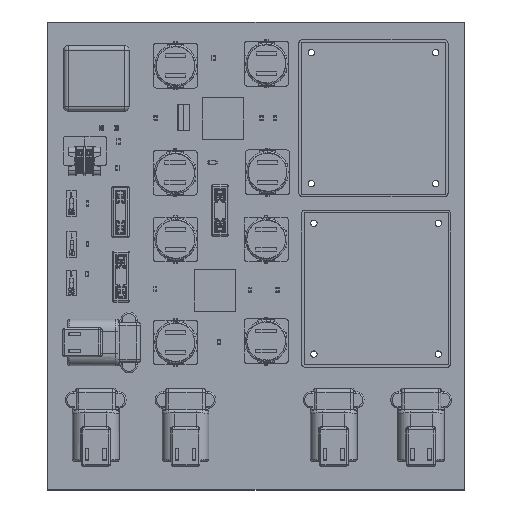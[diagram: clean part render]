
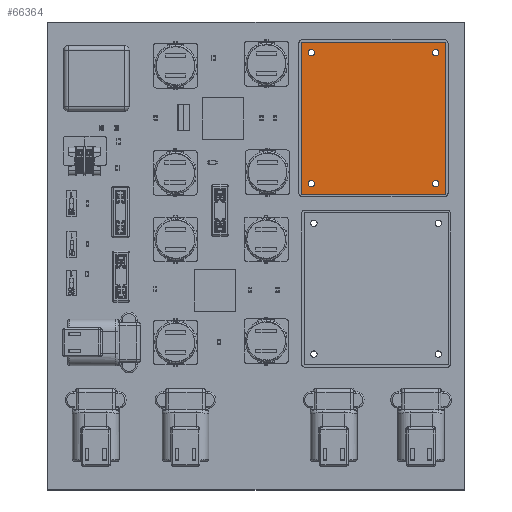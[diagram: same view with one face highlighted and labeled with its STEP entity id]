
A CAD part, top view. The second image highlights one B-rep face of the part: STEP entity #66364.
In plain terms, the highlighted face is planar.
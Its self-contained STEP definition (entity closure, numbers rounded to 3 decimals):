
#64659 = VERTEX_POINT('',#64660);
#64660 = CARTESIAN_POINT('',(24.13,-0.1,-24.15));
#64678 = VERTEX_POINT('',#64679);
#64679 = CARTESIAN_POINT('',(24.13,-0.1,-26.65));
#64685 = EDGE_CURVE('',#64659,#64678,#64686,.T.);
#64686 = CIRCLE('',#64687,1.25);
#64687 = AXIS2_PLACEMENT_3D('',#64688,#64689,#64690);
#64688 = CARTESIAN_POINT('',(24.13,-0.1,-25.4));
#64689 = DIRECTION('',(0.,-1.,0.));
#64690 = DIRECTION('',(0.,0.,1.));
#64701 = VERTEX_POINT('',#64702);
#64702 = CARTESIAN_POINT('',(-24.13,-0.1,26.65));
#64720 = VERTEX_POINT('',#64721);
#64721 = CARTESIAN_POINT('',(-24.13,-0.1,24.15));
#64727 = EDGE_CURVE('',#64701,#64720,#64728,.T.);
#64728 = CIRCLE('',#64729,1.25);
#64729 = AXIS2_PLACEMENT_3D('',#64730,#64731,#64732);
#64730 = CARTESIAN_POINT('',(-24.13,-0.1,25.4));
#64731 = DIRECTION('',(0.,-1.,0.));
#64732 = DIRECTION('',(0.,0.,1.));
#64743 = VERTEX_POINT('',#64744);
#64744 = CARTESIAN_POINT('',(-24.13,-0.1,-24.15));
#64762 = VERTEX_POINT('',#64763);
#64763 = CARTESIAN_POINT('',(-24.13,-0.1,-26.65));
#64769 = EDGE_CURVE('',#64743,#64762,#64770,.T.);
#64770 = CIRCLE('',#64771,1.25);
#64771 = AXIS2_PLACEMENT_3D('',#64772,#64773,#64774);
#64772 = CARTESIAN_POINT('',(-24.13,-0.1,-25.4));
#64773 = DIRECTION('',(0.,-1.,0.));
#64774 = DIRECTION('',(0.,0.,1.));
#64785 = VERTEX_POINT('',#64786);
#64786 = CARTESIAN_POINT('',(24.13,-0.1,26.65));
#64804 = VERTEX_POINT('',#64805);
#64805 = CARTESIAN_POINT('',(24.13,-0.1,24.15));
#64811 = EDGE_CURVE('',#64785,#64804,#64812,.T.);
#64812 = CIRCLE('',#64813,1.25);
#64813 = AXIS2_PLACEMENT_3D('',#64814,#64815,#64816);
#64814 = CARTESIAN_POINT('',(24.13,-0.1,25.4));
#64815 = DIRECTION('',(0.,-1.,0.));
#64816 = DIRECTION('',(0.,0.,1.));
#66202 = EDGE_CURVE('',#64678,#64659,#66203,.T.);
#66203 = CIRCLE('',#66204,1.25);
#66204 = AXIS2_PLACEMENT_3D('',#66205,#66206,#66207);
#66205 = CARTESIAN_POINT('',(24.13,-0.1,-25.4));
#66206 = DIRECTION('',(0.,-1.,0.));
#66207 = DIRECTION('',(0.,0.,1.));
#66220 = EDGE_CURVE('',#64720,#64701,#66221,.T.);
#66221 = CIRCLE('',#66222,1.25);
#66222 = AXIS2_PLACEMENT_3D('',#66223,#66224,#66225);
#66223 = CARTESIAN_POINT('',(-24.13,-0.1,25.4));
#66224 = DIRECTION('',(0.,-1.,0.));
#66225 = DIRECTION('',(0.,0.,1.));
#66238 = EDGE_CURVE('',#64762,#64743,#66239,.T.);
#66239 = CIRCLE('',#66240,1.25);
#66240 = AXIS2_PLACEMENT_3D('',#66241,#66242,#66243);
#66241 = CARTESIAN_POINT('',(-24.13,-0.1,-25.4));
#66242 = DIRECTION('',(0.,-1.,0.));
#66243 = DIRECTION('',(0.,0.,1.));
#66256 = EDGE_CURVE('',#64804,#64785,#66257,.T.);
#66257 = CIRCLE('',#66258,1.25);
#66258 = AXIS2_PLACEMENT_3D('',#66259,#66260,#66261);
#66259 = CARTESIAN_POINT('',(24.13,-0.1,25.4));
#66260 = DIRECTION('',(0.,-1.,0.));
#66261 = DIRECTION('',(0.,0.,1.));
#66273 = VERTEX_POINT('',#66274);
#66274 = CARTESIAN_POINT('',(-27.95,-0.1,-29.5));
#66280 = EDGE_CURVE('',#66281,#66273,#66283,.T.);
#66281 = VERTEX_POINT('',#66282);
#66282 = CARTESIAN_POINT('',(-27.95,-0.1,29.5));
#66283 = LINE('',#66284,#66285);
#66284 = CARTESIAN_POINT('',(-27.95,-0.1,0.));
#66285 = VECTOR('',#66286,1.);
#66286 = DIRECTION('',(0.,0.,-1.));
#66304 = EDGE_CURVE('',#66305,#66281,#66307,.T.);
#66305 = VERTEX_POINT('',#66306);
#66306 = CARTESIAN_POINT('',(27.95,-0.1,29.5));
#66307 = LINE('',#66308,#66309);
#66308 = CARTESIAN_POINT('',(0.,-0.1,29.5));
#66309 = VECTOR('',#66310,1.);
#66310 = DIRECTION('',(-1.,0.,0.));
#66328 = EDGE_CURVE('',#66329,#66305,#66331,.T.);
#66329 = VERTEX_POINT('',#66330);
#66330 = CARTESIAN_POINT('',(27.95,-0.1,-29.5));
#66331 = LINE('',#66332,#66333);
#66332 = CARTESIAN_POINT('',(27.95,-0.1,0.));
#66333 = VECTOR('',#66334,1.);
#66334 = DIRECTION('',(0.,0.,1.));
#66352 = EDGE_CURVE('',#66273,#66329,#66353,.T.);
#66353 = LINE('',#66354,#66355);
#66354 = CARTESIAN_POINT('',(0.,-0.1,-29.5));
#66355 = VECTOR('',#66356,1.);
#66356 = DIRECTION('',(1.,0.,0.));
#66364 = ADVANCED_FACE('',(#66365,#66369,#66373,#66377,#66381),#66387,
  .T.);
#66365 = FACE_BOUND('',#66366,.T.);
#66366 = EDGE_LOOP('',(#66367,#66368));
#66367 = ORIENTED_EDGE('',*,*,#64769,.F.);
#66368 = ORIENTED_EDGE('',*,*,#66238,.F.);
#66369 = FACE_BOUND('',#66370,.T.);
#66370 = EDGE_LOOP('',(#66371,#66372));
#66371 = ORIENTED_EDGE('',*,*,#64727,.F.);
#66372 = ORIENTED_EDGE('',*,*,#66220,.F.);
#66373 = FACE_BOUND('',#66374,.T.);
#66374 = EDGE_LOOP('',(#66375,#66376));
#66375 = ORIENTED_EDGE('',*,*,#64811,.F.);
#66376 = ORIENTED_EDGE('',*,*,#66256,.F.);
#66377 = FACE_BOUND('',#66378,.T.);
#66378 = EDGE_LOOP('',(#66379,#66380));
#66379 = ORIENTED_EDGE('',*,*,#64685,.F.);
#66380 = ORIENTED_EDGE('',*,*,#66202,.F.);
#66381 = FACE_BOUND('',#66382,.T.);
#66382 = EDGE_LOOP('',(#66383,#66384,#66385,#66386));
#66383 = ORIENTED_EDGE('',*,*,#66328,.T.);
#66384 = ORIENTED_EDGE('',*,*,#66304,.T.);
#66385 = ORIENTED_EDGE('',*,*,#66280,.T.);
#66386 = ORIENTED_EDGE('',*,*,#66352,.T.);
#66387 = PLANE('',#66388);
#66388 = AXIS2_PLACEMENT_3D('',#66389,#66390,#66391);
#66389 = CARTESIAN_POINT('',(-27.95,-0.1,29.5));
#66390 = DIRECTION('',(0.,-1.,0.));
#66391 = DIRECTION('',(0.,0.,-1.));
